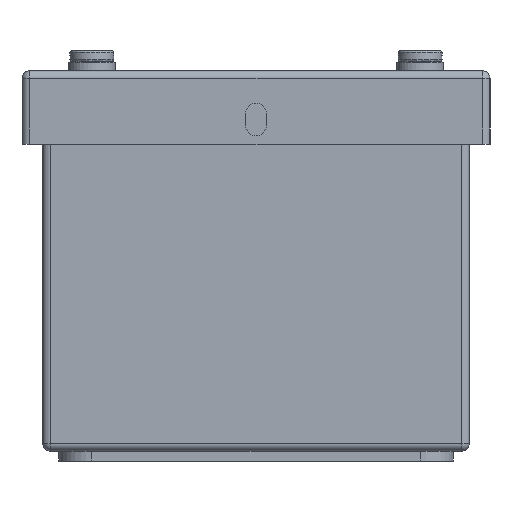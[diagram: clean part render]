
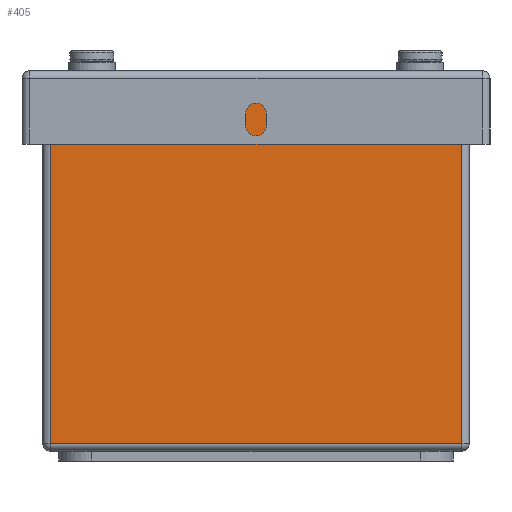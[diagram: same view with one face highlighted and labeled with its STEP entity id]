
A CAD part, left-side view. The second image highlights one B-rep face of the part: STEP entity #405.
In plain terms, the highlighted planar face has unit normal (-1, 0, 0).
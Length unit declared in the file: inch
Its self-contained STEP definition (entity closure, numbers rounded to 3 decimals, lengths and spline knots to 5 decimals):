
#405 = ADVANCED_FACE ( 'NONE', ( #16948 ), #5223, .F. ) ;
#526 = CARTESIAN_POINT ( 'NONE',  ( 0., 0.06, 2.75 ) ) ;
#2246 = VERTEX_POINT ( 'NONE', #22271 ) ;
#2330 = CARTESIAN_POINT ( 'NONE',  ( 0., 3.25, 0.06 ) ) ;
#3275 = VECTOR ( 'NONE', #13847, 39.37008 ) ;
#4564 = ORIENTED_EDGE ( 'NONE', *, *, #14186, .T. ) ;
#5223 = PLANE ( 'NONE',  #10944 ) ;
#5730 = CARTESIAN_POINT ( 'NONE',  ( 0., 3.19, 0.06 ) ) ;
#7662 = LINE ( 'NONE', #24298, #15495 ) ;
#9089 = VECTOR ( 'NONE', #17011, 39.37008 ) ;
#9471 = CARTESIAN_POINT ( 'NONE',  ( 0., 3.19, 2.69 ) ) ;
#9602 = EDGE_CURVE ( 'NONE', #24559, #22621, #25561, .T. ) ;
#9821 = LINE ( 'NONE', #2330, #27571 ) ;
#10589 = ORIENTED_EDGE ( 'NONE', *, *, #19080, .T. ) ;
#10944 = AXIS2_PLACEMENT_3D ( 'NONE', #21177, #23617, #14227 ) ;
#13847 = DIRECTION ( 'NONE',  ( 0., 0., -1. ) ) ;
#14186 = EDGE_CURVE ( 'NONE', #24004, #24559, #7662, .T. ) ;
#14227 = DIRECTION ( 'NONE',  ( 0., 0., 1. ) ) ;
#14526 = CARTESIAN_POINT ( 'NONE',  ( 0., 0.06, 2.69 ) ) ;
#15495 = VECTOR ( 'NONE', #29002, 39.37008 ) ;
#16606 = EDGE_CURVE ( 'NONE', #2246, #24004, #23781, .T. ) ;
#16948 = FACE_OUTER_BOUND ( 'NONE', #28538, .T. ) ;
#17011 = DIRECTION ( 'NONE',  ( 0., 0., 1. ) ) ;
#18614 = CARTESIAN_POINT ( 'NONE',  ( 0., 3.19, 2.75 ) ) ;
#19080 = EDGE_CURVE ( 'NONE', #22621, #2246, #9821, .T. ) ;
#21177 = CARTESIAN_POINT ( 'NONE',  ( 0., 3.25, 2.75 ) ) ;
#21545 = ORIENTED_EDGE ( 'NONE', *, *, #16606, .T. ) ;
#21560 = DIRECTION ( 'NONE',  ( 0., -1., 0. ) ) ;
#22271 = CARTESIAN_POINT ( 'NONE',  ( 0., 0.06, 0.06 ) ) ;
#22621 = VERTEX_POINT ( 'NONE', #5730 ) ;
#23617 = DIRECTION ( 'NONE',  ( 1., 0., 0. ) ) ;
#23781 = LINE ( 'NONE', #526, #9089 ) ;
#24004 = VERTEX_POINT ( 'NONE', #14526 ) ;
#24298 = CARTESIAN_POINT ( 'NONE',  ( 0., 3.25, 2.69 ) ) ;
#24559 = VERTEX_POINT ( 'NONE', #9471 ) ;
#25561 = LINE ( 'NONE', #18614, #3275 ) ;
#27571 = VECTOR ( 'NONE', #21560, 39.37008 ) ;
#28538 = EDGE_LOOP ( 'NONE', ( #4564, #29293, #10589, #21545 ) ) ;
#29002 = DIRECTION ( 'NONE',  ( 0., 1., 0. ) ) ;
#29293 = ORIENTED_EDGE ( 'NONE', *, *, #9602, .T. ) ;
